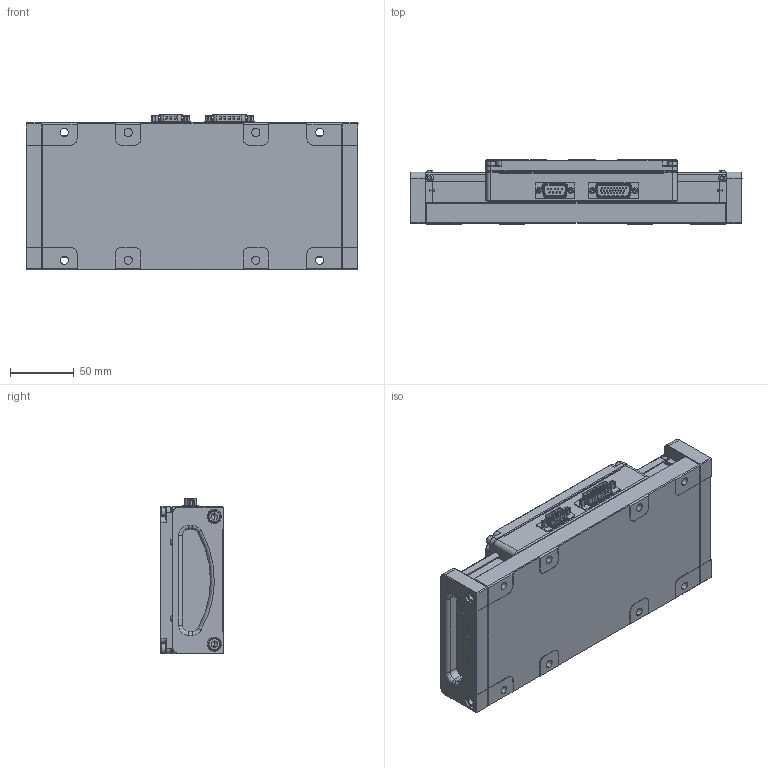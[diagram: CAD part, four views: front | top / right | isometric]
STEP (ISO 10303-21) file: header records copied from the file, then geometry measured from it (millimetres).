
FILE_DESCRIPTION (( 'STEP AP214' ), '1' );
FILE_NAME ('526666.STEP', '2022-04-12T04:11:07', ( '' ), ( '' ), 'SwSTEP 2.0', 'SolidWorks 2020', '' );
FILE_SCHEMA (( 'AUTOMOTIVE_DESIGN' ));
Length unit declared in the file: millimetre
Products named in the file (1): 526666
Bounding box: 260 x 50 x 121.8 mm (x, y, z)
Volume: 1152078.9 mm3; surface area: 162590.3 mm2
Topology: 5 solids, 74 shells, 2522 faces, 5948 edges, 3560 vertices
Faces by surface type: cylinder 986, plane 942, bspline 237, torus 154, cone 105, sphere 98
Entity records: 77324 total; most frequent: CARTESIAN_POINT 20424, DIRECTION 12386, ORIENTED_EDGE 11470, EDGE_CURVE 5735, AXIS2_PLACEMENT_3D 4748, VERTEX_POINT 3508, LINE 2890, VECTOR 2890
